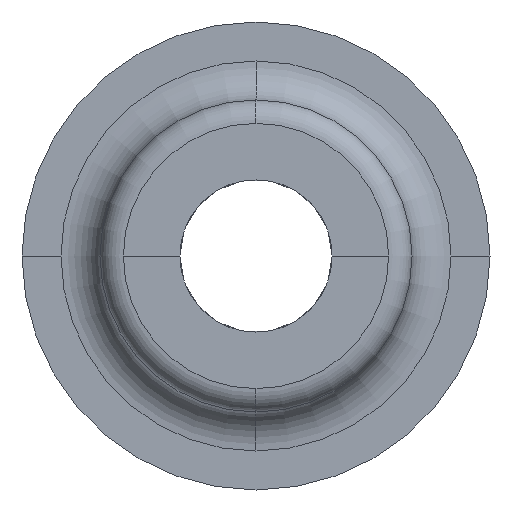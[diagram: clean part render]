
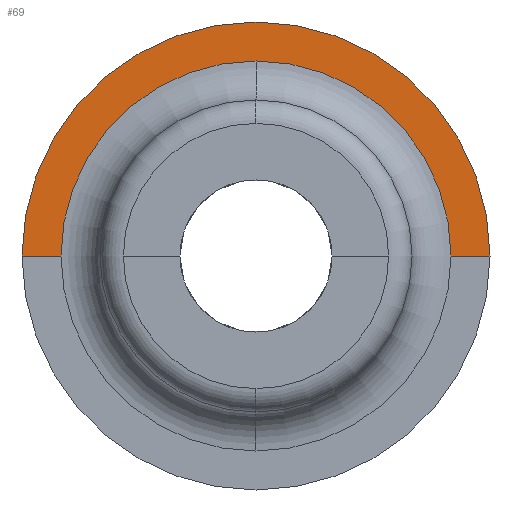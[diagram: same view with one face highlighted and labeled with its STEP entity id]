
A CAD part, left-side view. The second image highlights one B-rep face of the part: STEP entity #69.
In plain terms, the highlighted conical face has half-angle 89.999 degrees and reference radius 2.75 mm.
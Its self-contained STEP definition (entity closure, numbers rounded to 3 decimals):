
#69=ADVANCED_FACE('',(#140),#141,.F.);
#140=FACE_OUTER_BOUND('',#236,.T.);
#141=CONICAL_SURFACE('',#237,2.75,1.571);
#236=EDGE_LOOP('',(#476,#477,#478,#479,#480));
#237=AXIS2_PLACEMENT_3D('',#481,#482,#483);
#476=ORIENTED_EDGE('',*,*,#768,.F.);
#477=ORIENTED_EDGE('',*,*,#769,.F.);
#478=ORIENTED_EDGE('',*,*,#765,.F.);
#479=ORIENTED_EDGE('',*,*,#770,.F.);
#480=ORIENTED_EDGE('',*,*,#771,.T.);
#481=CARTESIAN_POINT('',(18.8,0.0,0.));
#482=DIRECTION('',(-1.0,0.0,0.));
#483=DIRECTION('',(0.0,1.0,0.0));
#765=EDGE_CURVE('',#956,#958,#959,.T.);
#768=EDGE_CURVE('',#963,#821,#964,.T.);
#769=EDGE_CURVE('',#958,#963,#965,.T.);
#770=EDGE_CURVE('',#825,#956,#966,.T.);
#771=EDGE_CURVE('',#825,#821,#967,.T.);
#821=VERTEX_POINT('',#1019);
#825=VERTEX_POINT('',#1024);
#956=VERTEX_POINT('',#1182);
#958=VERTEX_POINT('',#1184);
#959=CIRCLE('',#1185,2.5);
#963=VERTEX_POINT('',#1189);
#964=LINE('',#1190,#1191);
#965=CIRCLE('',#1192,2.5);
#966=LINE('',#1193,#1194);
#967=CIRCLE('',#1195,3.);
#1019=CARTESIAN_POINT('',(18.8,3.,0.));
#1024=CARTESIAN_POINT('',(18.8,-3.,0.));
#1182=CARTESIAN_POINT('',(18.8,-2.5,0.));
#1184=CARTESIAN_POINT('',(18.8,0.,2.5));
#1185=AXIS2_PLACEMENT_3D('',#1438,#1439,#1440);
#1189=CARTESIAN_POINT('',(18.8,2.5,0.));
#1190=CARTESIAN_POINT('',(18.8,2.75,0.));
#1191=VECTOR('',#1447,1.0);
#1192=AXIS2_PLACEMENT_3D('',#1448,#1449,#1450);
#1193=CARTESIAN_POINT('',(18.8,-2.75,0.));
#1194=VECTOR('',#1451,1.0);
#1195=AXIS2_PLACEMENT_3D('',#1452,#1453,#1454);
#1438=CARTESIAN_POINT('',(18.8,0.0,0.));
#1439=DIRECTION('',(-1.0,0.0,0.));
#1440=DIRECTION('',(0.0,1.0,0.0));
#1447=DIRECTION('',(0.,1.,0.));
#1448=CARTESIAN_POINT('',(18.8,0.0,0.));
#1449=DIRECTION('',(-1.0,0.0,0.));
#1450=DIRECTION('',(0.0,1.0,0.0));
#1451=DIRECTION('',(0.,1.,0.));
#1452=CARTESIAN_POINT('',(18.8,0.0,0.));
#1453=DIRECTION('',(-1.0,0.0,0.));
#1454=DIRECTION('',(0.0,1.0,0.0));
